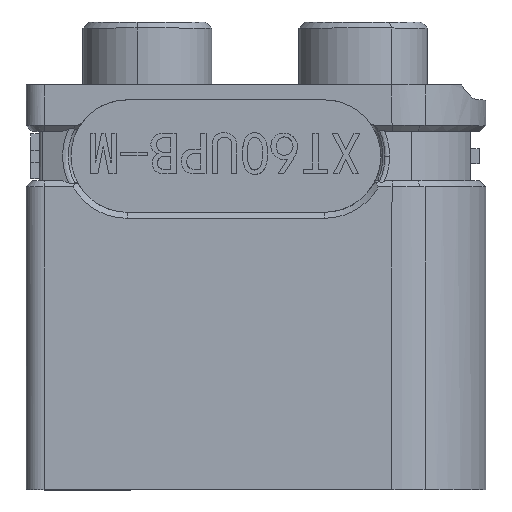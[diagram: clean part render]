
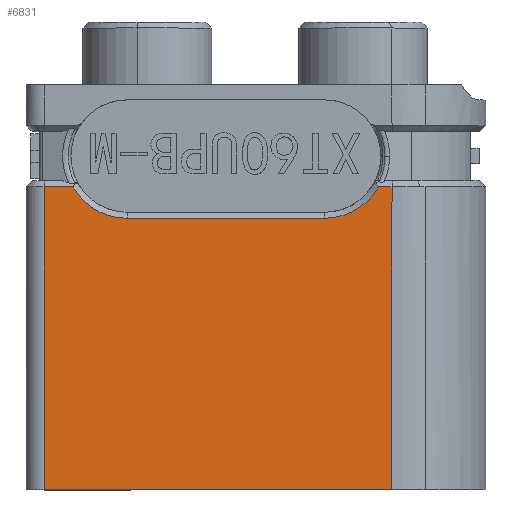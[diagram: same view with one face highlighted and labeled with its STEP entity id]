
A CAD part, top view. The second image highlights one B-rep face of the part: STEP entity #6831.
In plain terms, the highlighted face is planar.
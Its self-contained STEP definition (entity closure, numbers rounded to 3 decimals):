
#94 = CARTESIAN_POINT ( 'NONE',  ( 2.308, 2.375, -3.95 ) ) ;
#189 = LINE ( 'NONE', #22886, #24440 ) ;
#433 = LINE ( 'NONE', #18348, #10858 ) ;
#536 = AXIS2_PLACEMENT_3D ( 'NONE', #20889, #9787, #5668 ) ;
#653 = DIRECTION ( 'NONE',  ( -1., 0., 0. ) ) ;
#851 = LINE ( 'NONE', #23681, #18592 ) ;
#913 = DIRECTION ( 'NONE',  ( 0., -1., 0. ) ) ;
#1985 = CARTESIAN_POINT ( 'NONE',  ( 4.553, 13.5, -3.95 ) ) ;
#2137 = CIRCLE ( 'NONE', #536, 2.075 ) ;
#2274 = EDGE_CURVE ( 'NONE', #15495, #9347, #189, .T. ) ;
#2342 = DIRECTION ( 'NONE',  ( 0., 1., 0. ) ) ;
#2839 = DIRECTION ( 'NONE',  ( 0., 1., 0. ) ) ;
#3025 = ORIENTED_EDGE ( 'NONE', *, *, #20396, .T. ) ;
#3349 = CARTESIAN_POINT ( 'NONE',  ( -7.05, 3.4, -3.95 ) ) ;
#3493 = VERTEX_POINT ( 'NONE', #6455 ) ;
#3543 = LINE ( 'NONE', #9410, #13251 ) ;
#3907 = CARTESIAN_POINT ( 'NONE',  ( 2.308, 4.45, -3.95 ) ) ;
#4428 = ORIENTED_EDGE ( 'NONE', *, *, #6906, .T. ) ;
#5222 = DIRECTION ( 'NONE',  ( -1., 0., 0. ) ) ;
#5668 = DIRECTION ( 'NONE',  ( 0., 1., 0. ) ) ;
#5679 = CIRCLE ( 'NONE', #19145, 2.075 ) ;
#6455 = CARTESIAN_POINT ( 'NONE',  ( -7.05, 13.5, -3.95 ) ) ;
#6831 = ADVANCED_FACE ( 'NONE', ( #21131 ), #10529, .T. ) ;
#6906 = EDGE_CURVE ( 'NONE', #10663, #11037, #10399, .T. ) ;
#7913 = ORIENTED_EDGE ( 'NONE', *, *, #9590, .T. ) ;
#8217 = VERTEX_POINT ( 'NONE', #20548 ) ;
#9005 = CARTESIAN_POINT ( 'NONE',  ( 4.558, 3.4, -3.95 ) ) ;
#9347 = VERTEX_POINT ( 'NONE', #3349 ) ;
#9410 = CARTESIAN_POINT ( 'NONE',  ( 3.98, 4.45, -3.95 ) ) ;
#9590 = EDGE_CURVE ( 'NONE', #9347, #3493, #433, .T. ) ;
#9787 = DIRECTION ( 'NONE',  ( 0., 0., 1. ) ) ;
#10374 = VERTEX_POINT ( 'NONE', #3907 ) ;
#10399 = LINE ( 'NONE', #15934, #11401 ) ;
#10529 = PLANE ( 'NONE',  #14922 ) ;
#10663 = VERTEX_POINT ( 'NONE', #1985 ) ;
#10858 = VECTOR ( 'NONE', #2839, 1000. ) ;
#11037 = VERTEX_POINT ( 'NONE', #9005 ) ;
#11086 = VECTOR ( 'NONE', #5222, 1000. ) ;
#11401 = VECTOR ( 'NONE', #913, 1000. ) ;
#11663 = DIRECTION ( 'NONE',  ( -1., 0., 0. ) ) ;
#12958 = ORIENTED_EDGE ( 'NONE', *, *, #2274, .T. ) ;
#13251 = VECTOR ( 'NONE', #22491, 1000. ) ;
#13951 = ORIENTED_EDGE ( 'NONE', *, *, #20312, .T. ) ;
#14922 = AXIS2_PLACEMENT_3D ( 'NONE', #16177, #21891, #653 ) ;
#15495 = VERTEX_POINT ( 'NONE', #18494 ) ;
#15934 = CARTESIAN_POINT ( 'NONE',  ( 4.553, 13.5, -3.95 ) ) ;
#16164 = EDGE_CURVE ( 'NONE', #3493, #10663, #851, .T. ) ;
#16177 = CARTESIAN_POINT ( 'NONE',  ( 3.98, 0., -3.95 ) ) ;
#16214 = EDGE_CURVE ( 'NONE', #11037, #21100, #16366, .T. ) ;
#16366 = LINE ( 'NONE', #22192, #11086 ) ;
#17630 = DIRECTION ( 'NONE',  ( 1., 0., 0. ) ) ;
#18348 = CARTESIAN_POINT ( 'NONE',  ( -7.05, 0., -3.95 ) ) ;
#18416 = CARTESIAN_POINT ( 'NONE',  ( 4.112, 3.4, -3.95 ) ) ;
#18494 = CARTESIAN_POINT ( 'NONE',  ( -6.082, 3.4, -3.95 ) ) ;
#18592 = VECTOR ( 'NONE', #17630, 1000. ) ;
#19145 = AXIS2_PLACEMENT_3D ( 'NONE', #94, #23275, #2342 ) ;
#19275 = EDGE_LOOP ( 'NONE', ( #21403, #3025, #13951, #12958, #7913, #21992, #4428, #23811 ) ) ;
#20312 = EDGE_CURVE ( 'NONE', #8217, #15495, #2137, .T. ) ;
#20396 = EDGE_CURVE ( 'NONE', #10374, #8217, #3543, .T. ) ;
#20548 = CARTESIAN_POINT ( 'NONE',  ( -4.278, 4.45, -3.95 ) ) ;
#20889 = CARTESIAN_POINT ( 'NONE',  ( -4.278, 2.375, -3.95 ) ) ;
#21100 = VERTEX_POINT ( 'NONE', #18416 ) ;
#21131 = FACE_OUTER_BOUND ( 'NONE', #19275, .T. ) ;
#21403 = ORIENTED_EDGE ( 'NONE', *, *, #22852, .T. ) ;
#21891 = DIRECTION ( 'NONE',  ( 0., 0., -1. ) ) ;
#21992 = ORIENTED_EDGE ( 'NONE', *, *, #16164, .T. ) ;
#22192 = CARTESIAN_POINT ( 'NONE',  ( 3.98, 3.4, -3.95 ) ) ;
#22491 = DIRECTION ( 'NONE',  ( -1., 0., 0. ) ) ;
#22852 = EDGE_CURVE ( 'NONE', #21100, #10374, #5679, .T. ) ;
#22886 = CARTESIAN_POINT ( 'NONE',  ( 3.98, 3.4, -3.95 ) ) ;
#23275 = DIRECTION ( 'NONE',  ( 0., 0., 1. ) ) ;
#23681 = CARTESIAN_POINT ( 'NONE',  ( 3.98, 13.5, -3.95 ) ) ;
#23811 = ORIENTED_EDGE ( 'NONE', *, *, #16214, .T. ) ;
#24440 = VECTOR ( 'NONE', #11663, 1000. ) ;
